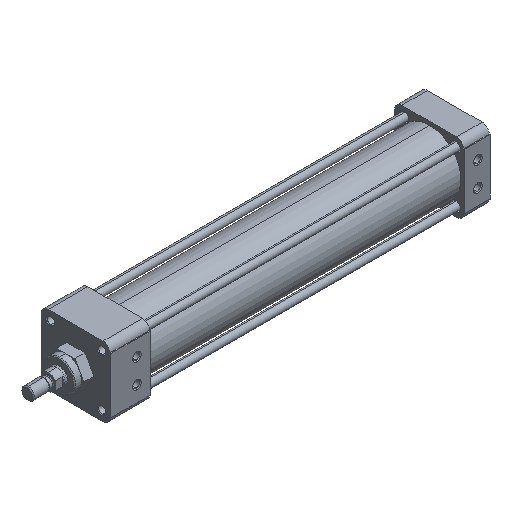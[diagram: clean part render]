
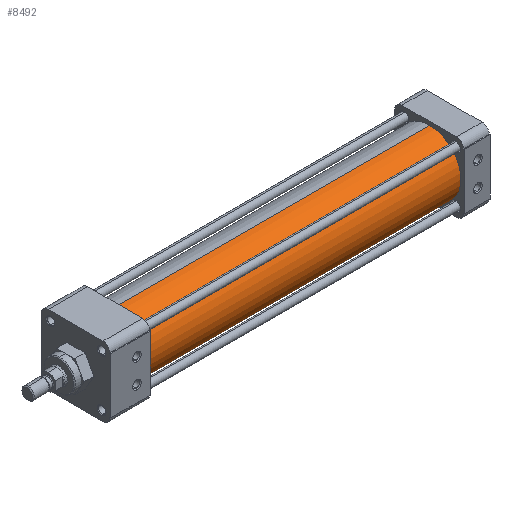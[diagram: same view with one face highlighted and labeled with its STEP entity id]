
A CAD part, isometric view. The second image highlights one B-rep face of the part: STEP entity #8492.
In plain terms, the highlighted cylindrical face has radius 28.575 mm (diameter 57.15 mm), a partial arc.
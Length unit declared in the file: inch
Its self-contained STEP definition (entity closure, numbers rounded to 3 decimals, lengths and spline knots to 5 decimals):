
#1034 = CARTESIAN_POINT ( 'NONE',  ( 1.42, 0., 1.125 ) ) ;
#1093 = EDGE_CURVE ( 'NONE', #7727, #7565, #13883, .T. ) ;
#1182 = VERTEX_POINT ( 'NONE', #1034 ) ;
#1362 = EDGE_LOOP ( 'NONE', ( #3206, #3867, #1798, #2337 ) ) ;
#1648 = EDGE_CURVE ( 'NONE', #1182, #3079, #5057, .T. ) ;
#1798 = ORIENTED_EDGE ( 'NONE', *, *, #11747, .T. ) ;
#2084 = CARTESIAN_POINT ( 'NONE',  ( 12.701, 0., 1.125 ) ) ;
#2337 = ORIENTED_EDGE ( 'NONE', *, *, #1093, .T. ) ;
#2975 = CARTESIAN_POINT ( 'NONE',  ( 1.42, 0., -1.125 ) ) ;
#3079 = VERTEX_POINT ( 'NONE', #2975 ) ;
#3206 = ORIENTED_EDGE ( 'NONE', *, *, #8965, .F. ) ;
#3514 = CARTESIAN_POINT ( 'NONE',  ( 12.701, 0., -1.125 ) ) ;
#3867 = ORIENTED_EDGE ( 'NONE', *, *, #1648, .T. ) ;
#4244 = DIRECTION ( 'NONE',  ( 0., 0., -1. ) ) ;
#4292 = DIRECTION ( 'NONE',  ( -1., 0., 0. ) ) ;
#4391 = CARTESIAN_POINT ( 'NONE',  ( 12.701, 0., 0. ) ) ;
#5057 = CIRCLE ( 'NONE', #14452, 1.125 ) ;
#5098 = CARTESIAN_POINT ( 'NONE',  ( 12.701, 0., 0. ) ) ;
#5139 = DIRECTION ( 'NONE',  ( 0., 0., -1. ) ) ;
#5551 = DIRECTION ( 'NONE',  ( 1., 0., 0. ) ) ;
#6412 = CYLINDRICAL_SURFACE ( 'NONE', #7753, 1.125 ) ;
#6489 = LINE ( 'NONE', #12934, #9159 ) ;
#7565 = VERTEX_POINT ( 'NONE', #7632 ) ;
#7632 = CARTESIAN_POINT ( 'NONE',  ( 12.701, 0., 1.125 ) ) ;
#7727 = VERTEX_POINT ( 'NONE', #3514 ) ;
#7753 = AXIS2_PLACEMENT_3D ( 'NONE', #5098, #13978, #5139 ) ;
#8492 = ADVANCED_FACE ( 'NONE', ( #10853 ), #6412, .T. ) ;
#8747 = DIRECTION ( 'NONE',  ( 1., 0., 0. ) ) ;
#8965 = EDGE_CURVE ( 'NONE', #1182, #7565, #13805, .T. ) ;
#9159 = VECTOR ( 'NONE', #9783, 39.37008 ) ;
#9783 = DIRECTION ( 'NONE',  ( 1., 0., 0. ) ) ;
#10853 = FACE_OUTER_BOUND ( 'NONE', #1362, .T. ) ;
#11747 = EDGE_CURVE ( 'NONE', #3079, #7727, #6489, .T. ) ;
#12230 = VECTOR ( 'NONE', #8747, 39.37008 ) ;
#12277 = CARTESIAN_POINT ( 'NONE',  ( 1.42, 0., 0. ) ) ;
#12934 = CARTESIAN_POINT ( 'NONE',  ( 12.701, 0., -1.125 ) ) ;
#13399 = DIRECTION ( 'NONE',  ( 0., 0., -1. ) ) ;
#13805 = LINE ( 'NONE', #2084, #12230 ) ;
#13883 = CIRCLE ( 'NONE', #13920, 1.125 ) ;
#13920 = AXIS2_PLACEMENT_3D ( 'NONE', #4391, #4292, #4244 ) ;
#13978 = DIRECTION ( 'NONE',  ( 1., 0., 0. ) ) ;
#14452 = AXIS2_PLACEMENT_3D ( 'NONE', #12277, #5551, #13399 ) ;
